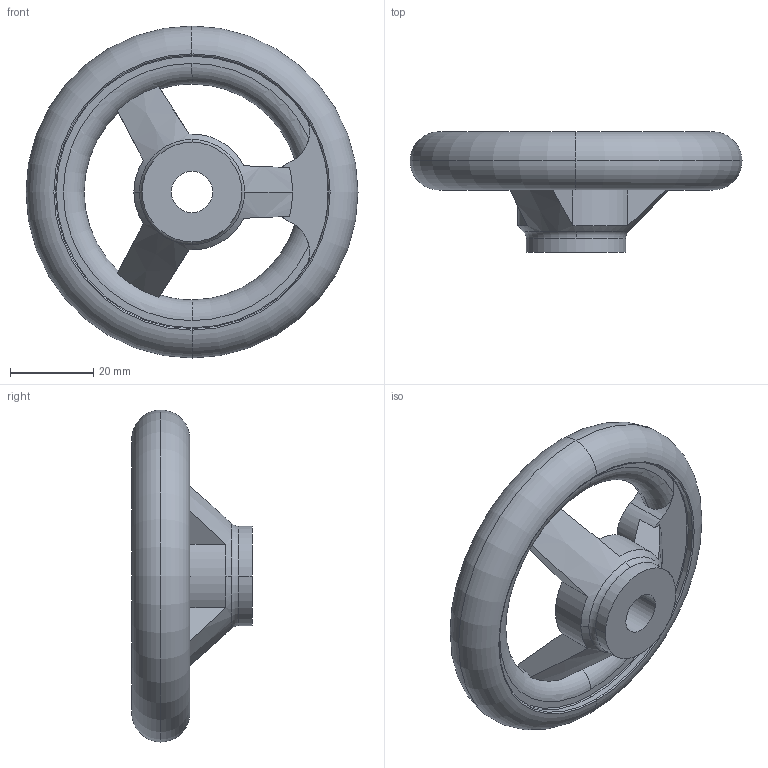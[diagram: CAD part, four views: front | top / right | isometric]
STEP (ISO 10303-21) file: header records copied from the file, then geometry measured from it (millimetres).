
FILE_DESCRIPTION( ( '' ), '1' );
FILE_NAME( 'K0160.0080X10.stp', '2012-10-24T13:42:17', ( '' ), ( '' ), ' ', ' ', ' ' );
FILE_SCHEMA( ( 'CONFIG_CONTROL_DESIGN' ) );
Length unit declared in the file: millimetre
Products named in the file (1): 1
Bounding box: 80 x 28.99 x 80 mm (x, y, z)
Volume: 39925.8 mm3; surface area: 13750 mm2
Topology: 1 solids, 1 shells, 56 faces, 174 edges, 114 vertices
Faces by surface type: torus 24, cylinder 16, plane 12, cone 4
Entity records: 2400 total; most frequent: CARTESIAN_POINT 761, DIRECTION 368, ORIENTED_EDGE 348, EDGE_CURVE 174, AXIS2_PLACEMENT_3D 171, VERTEX_POINT 114, CIRCLE 114, EDGE_LOOP 58
